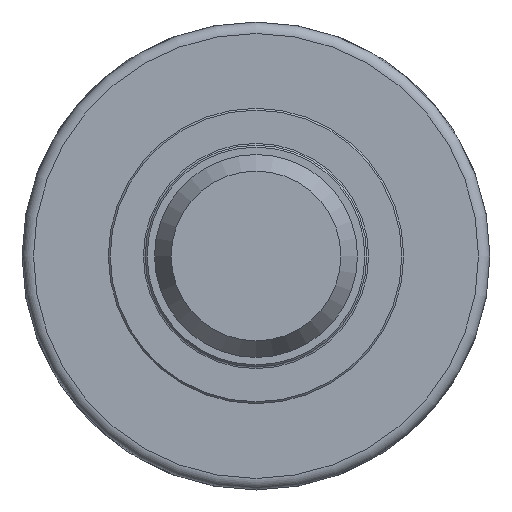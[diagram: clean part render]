
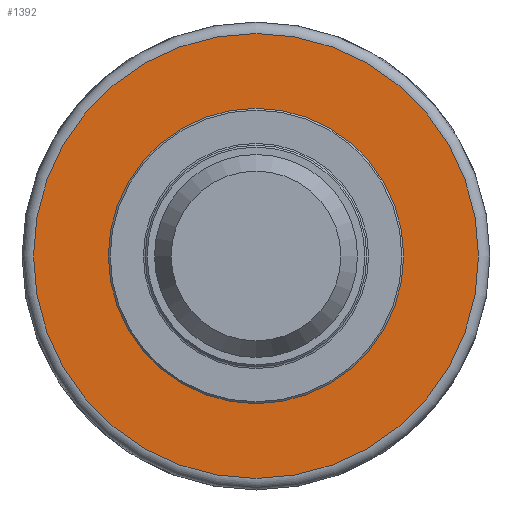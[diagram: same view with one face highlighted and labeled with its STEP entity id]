
A CAD part, left-side view. The second image highlights one B-rep face of the part: STEP entity #1392.
In plain terms, the highlighted planar face has unit normal (-1, 0, 0).
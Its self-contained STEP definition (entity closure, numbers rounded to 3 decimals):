
#78=FACE_BOUND('',#315,.T.);
#138=CIRCLE('',#1544,40.);
#142=CIRCLE('',#1550,60.28);
#143=CIRCLE('',#1551,60.28);
#230=FACE_OUTER_BOUND('',#314,.T.);
#314=EDGE_LOOP('',(#1176,#1177));
#315=EDGE_LOOP('',(#1178));
#634=VERTEX_POINT('',#2455);
#638=VERTEX_POINT('',#2466);
#639=VERTEX_POINT('',#2467);
#822=EDGE_CURVE('',#634,#634,#138,.T.);
#827=EDGE_CURVE('',#638,#639,#142,.T.);
#828=EDGE_CURVE('',#639,#638,#143,.T.);
#1176=ORIENTED_EDGE('',*,*,#827,.F.);
#1177=ORIENTED_EDGE('',*,*,#828,.F.);
#1178=ORIENTED_EDGE('',*,*,#822,.T.);
#1325=PLANE('',#1549);
#1392=ADVANCED_FACE('',(#230,#78),#1325,.T.);
#1544=AXIS2_PLACEMENT_3D('',#2456,#1894,#1895);
#1549=AXIS2_PLACEMENT_3D('',#2465,#1905,#1906);
#1550=AXIS2_PLACEMENT_3D('',#2468,#1907,#1908);
#1551=AXIS2_PLACEMENT_3D('',#2469,#1909,#1910);
#1894=DIRECTION('center_axis',(1.,0.,0.));
#1895=DIRECTION('ref_axis',(0.,1.,0.));
#1905=DIRECTION('center_axis',(-1.,0.,0.));
#1906=DIRECTION('ref_axis',(0.,0.,
-1.));
#1907=DIRECTION('center_axis',(1.,0.,0.));
#1908=DIRECTION('ref_axis',(0.,1.,0.));
#1909=DIRECTION('center_axis',(1.,0.,0.));
#1910=DIRECTION('ref_axis',(0.,1.,0.));
#2455=CARTESIAN_POINT('',(30.1,-40.,0.));
#2456=CARTESIAN_POINT('Origin',(30.1,0.,0.));
#2465=CARTESIAN_POINT('Origin',(30.1,-53.989,0.));
#2466=CARTESIAN_POINT('',(30.1,-60.28,0.));
#2467=CARTESIAN_POINT('',(30.1,0.,-60.28));
#2468=CARTESIAN_POINT('Origin',(30.1,0.,0.));
#2469=CARTESIAN_POINT('Origin',(30.1,0.,0.));
